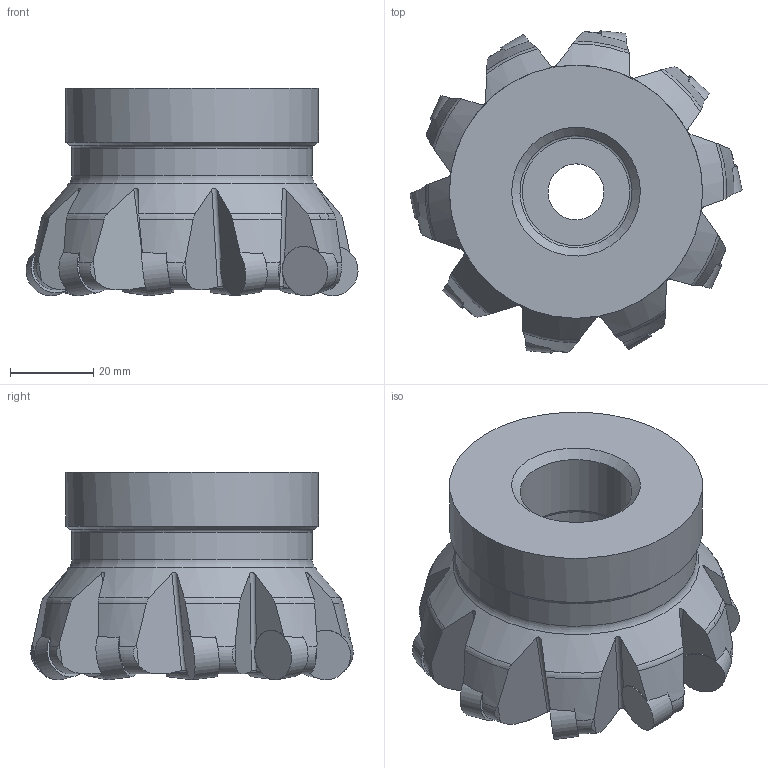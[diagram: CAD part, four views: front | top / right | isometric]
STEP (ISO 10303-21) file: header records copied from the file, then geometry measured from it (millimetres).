
FILE_DESCRIPTION(/* description */ (''),/* implementation_level */ '2;1');
FILE_NAME(/* name */ '1668532041925.stp',/* time_stamp */ '2022-11-15T22:37:43+05:00',/* author */ (''),/* organization */ ('SMS'),/* preprocessor_version */ 'ST-DEVELOPER v16.7',/* originating_system */ 'SIEMENS PLM Software NX 12.0',/* authorisation */ '');
FILE_SCHEMA (('AUTOMOTIVE_DESIGN { 1 0 10303 214 3 1 1 1 }'));
Length unit declared in the file: millimetre
Products named in the file (4): 204371717mod000_00; ASSEMBLY_CONSTRUCTION; 204376679mod000_00; 204394153mod000_00
Assembly tree (12 placements, depth 2):
  204394153mod000_00
    204376679mod000_00
    ASSEMBLY_CONSTRUCTION
    204371717mod000_00  x10
Bounding box: 79.99 x 77.66 x 50 mm (x, y, z)
Volume: 133175.4 mm3; surface area: 26757.6 mm2
Topology: 11 solids, 11 shells, 171 faces, 443 edges, 330 vertices
Faces by surface type: plane 84, torus 36, cylinder 36, cone 15
Full cylindrical faces by diameter (mm): 12 x10, 13.5 x1, 20 x1, 27.011 x1, 27.5 x1, 58 x1, 61 x1
Entity records: 5650 total; most frequent: CARTESIAN_POINT 2000, ORIENTED_EDGE 764, DIRECTION 628, EDGE_CURVE 382, AXIS2_PLACEMENT_3D 284, VERTEX_POINT 262, B_SPLINE_CURVE_WITH_KNOTS 210, EDGE_LOOP 166
